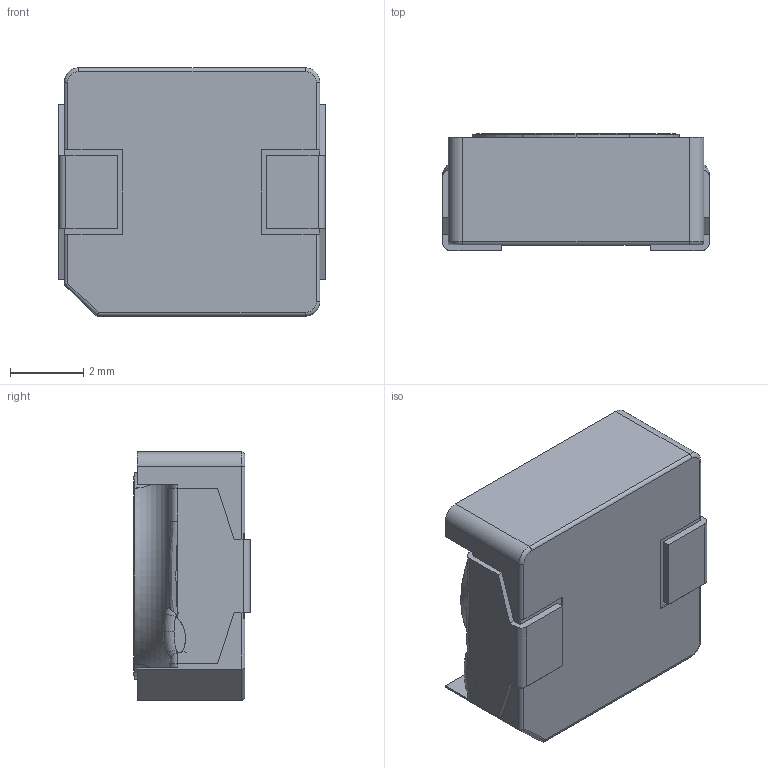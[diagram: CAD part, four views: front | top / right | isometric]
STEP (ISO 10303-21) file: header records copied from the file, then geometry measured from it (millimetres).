
FILE_DESCRIPTION (( 'STEP AP214' ), '1' );
FILE_NAME ('RLF7030T-1R5N6R1.STEP', '2022-03-04T09:33:47', ( '' ), ( '' ), 'SwSTEP 2.0', 'SolidWorks 2017', '' );
FILE_SCHEMA (( 'AUTOMOTIVE_DESIGN' ));
Length unit declared in the file: millimetre
Products named in the file (1): RLF7030T-1R5N6R1
Bounding box: 7.3 x 3.2 x 6.8 mm (x, y, z)
Volume: 137.1 mm3; surface area: 325 mm2
Topology: 8 solids, 8 shells, 201 faces, 529 edges, 342 vertices
Faces by surface type: plane 101, cylinder 61, torus 25, sphere 8, bspline 6
Entity records: 6566 total; most frequent: CARTESIAN_POINT 1610, ORIENTED_EDGE 1042, DIRECTION 976, EDGE_CURVE 521, AXIS2_PLACEMENT_3D 347, VERTEX_POINT 338, VECTOR 282, LINE 282
